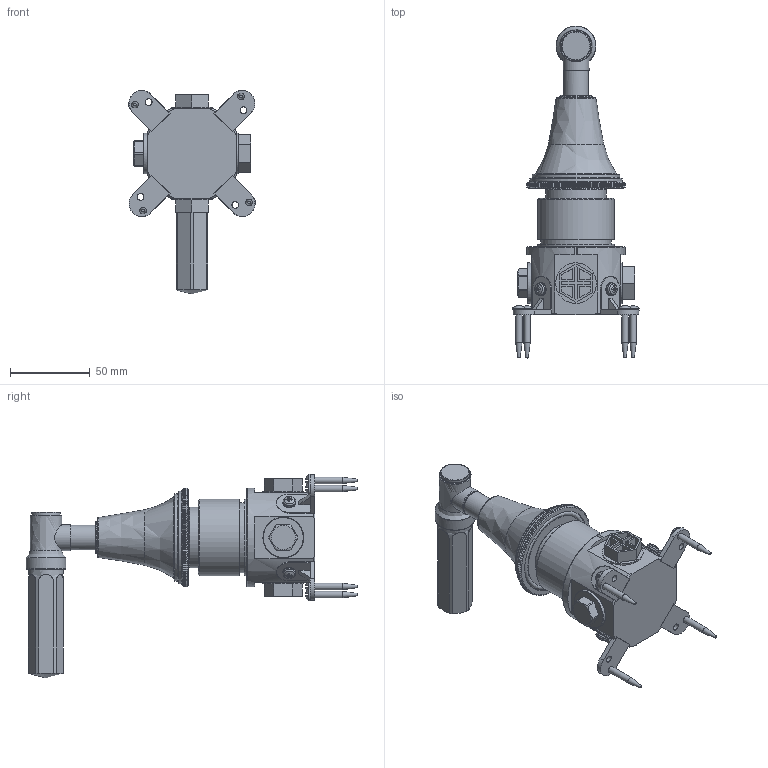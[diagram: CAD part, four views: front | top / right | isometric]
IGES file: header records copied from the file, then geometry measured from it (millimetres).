
Global section: file name: V668-TL; native system: Autodesk Inventor 2014; preprocessor: unknown; author: adaniels; date: 20131122.080125; units: millimetre
Bounding box: 79.56 x 208.05 x 127.77 mm (x, y, z)
Volume: 275728 mm3; surface area: 114064.1 mm2
Topology: 39 solids, 39 shells, 1926 faces, 4833 edges, 3089 vertices
Faces by surface type: bspline 1926
